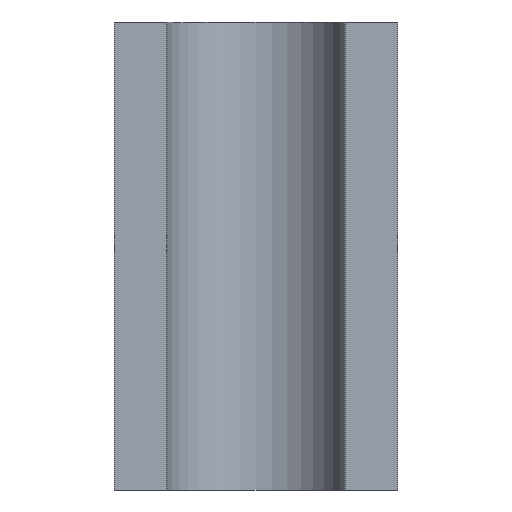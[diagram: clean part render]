
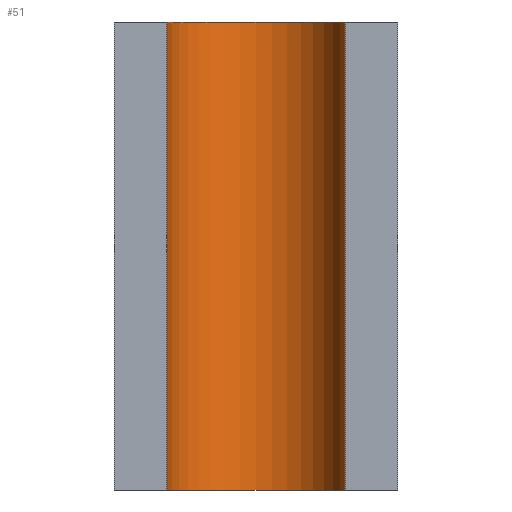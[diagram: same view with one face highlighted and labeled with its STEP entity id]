
A CAD part, front view. The second image highlights one B-rep face of the part: STEP entity #51.
In plain terms, the highlighted cylindrical face has radius 3.4 mm (diameter 6.8 mm), a partial arc.
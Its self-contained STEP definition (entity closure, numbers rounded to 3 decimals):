
#51=ADVANCED_FACE('',(#59),#60,.F.);
#59=FACE_OUTER_BOUND('',#72,.T.);
#60=CYLINDRICAL_SURFACE('',#73,3.4);
#72=EDGE_LOOP('',(#85,#86,#87,#88));
#73=AXIS2_PLACEMENT_3D('',#89,#90,#91);
#85=ORIENTED_EDGE('',*,*,#128,.F.);
#86=ORIENTED_EDGE('',*,*,#129,.F.);
#87=ORIENTED_EDGE('',*,*,#130,.F.);
#88=ORIENTED_EDGE('',*,*,#131,.F.);
#89=CARTESIAN_POINT('',(0.0,0.0,10.0));
#90=DIRECTION('',(0.0,0.0,1.0));
#91=DIRECTION('',(-1.0,0.,0.0));
#128=EDGE_CURVE('',#140,#141,#142,.T.);
#129=EDGE_CURVE('',#143,#140,#144,.T.);
#130=EDGE_CURVE('',#145,#143,#146,.T.);
#131=EDGE_CURVE('',#141,#145,#147,.T.);
#140=VERTEX_POINT('',#160);
#141=VERTEX_POINT('',#161);
#142=LINE('',#162,#163);
#143=VERTEX_POINT('',#164);
#144=CIRCLE('',#165,3.4);
#145=VERTEX_POINT('',#166);
#146=LINE('',#167,#168);
#147=CIRCLE('',#169,3.4);
#160=CARTESIAN_POINT('',(-3.4,0.,0.0));
#161=CARTESIAN_POINT('',(-3.4,0.,17.8));
#162=CARTESIAN_POINT('',(-3.4,0.,10.0));
#163=VECTOR('',#188,1.0);
#164=CARTESIAN_POINT('',(3.4,0.,0.0));
#165=AXIS2_PLACEMENT_3D('',#189,#190,#191);
#166=CARTESIAN_POINT('',(3.4,0.,17.8));
#167=CARTESIAN_POINT('',(3.4,0.,10.0));
#168=VECTOR('',#192,1.0);
#169=AXIS2_PLACEMENT_3D('',#193,#194,#195);
#188=DIRECTION('',(0.0,0.0,1.0));
#189=CARTESIAN_POINT('',(0.0,0.0,0.0));
#190=DIRECTION('',(0.0,0.0,1.0));
#191=DIRECTION('',(-1.0,0.,0.0));
#192=DIRECTION('',(0.0,0.0,-1.0));
#193=CARTESIAN_POINT('',(0.0,0.0,17.8));
#194=DIRECTION('',(0.0,0.0,-1.0));
#195=DIRECTION('',(-1.0,0.,0.0));
